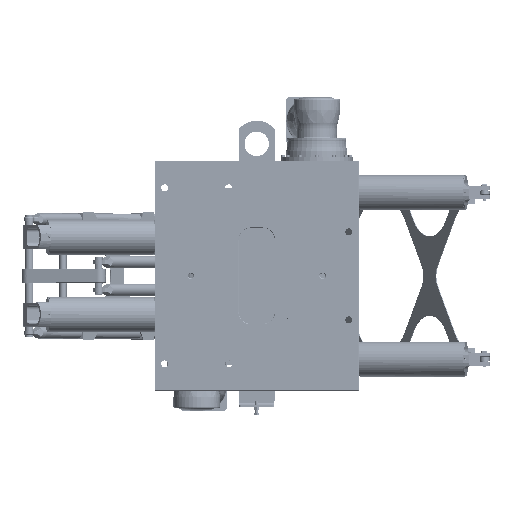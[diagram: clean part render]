
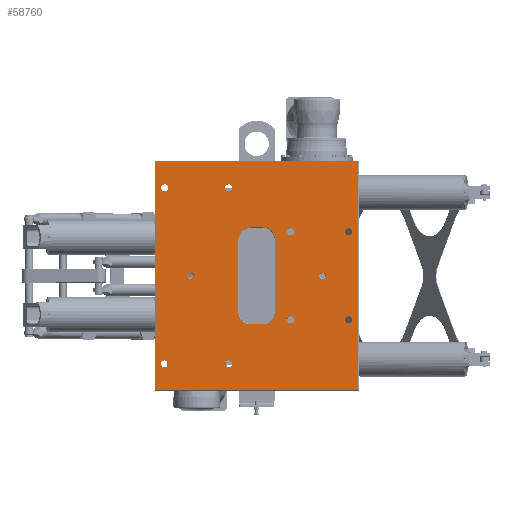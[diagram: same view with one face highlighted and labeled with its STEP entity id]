
A CAD part, top view. The second image highlights one B-rep face of the part: STEP entity #58760.
In plain terms, the highlighted planar face has unit normal (0, 0, 1).
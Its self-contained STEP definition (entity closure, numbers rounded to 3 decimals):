
#1406=FACE_BOUND('',#13508,.T.);
#1407=FACE_BOUND('',#13509,.T.);
#1408=FACE_BOUND('',#13510,.T.);
#1409=FACE_BOUND('',#13511,.T.);
#1410=FACE_BOUND('',#13512,.T.);
#1411=FACE_BOUND('',#13513,.T.);
#1412=FACE_BOUND('',#13514,.T.);
#1413=FACE_BOUND('',#13515,.T.);
#1414=FACE_BOUND('',#13516,.T.);
#1415=FACE_BOUND('',#13517,.T.);
#1416=FACE_BOUND('',#13518,.T.);
#6204=CIRCLE('',#63188,8.);
#6205=CIRCLE('',#63192,8.);
#6208=CIRCLE('',#63198,8.);
#6209=CIRCLE('',#63199,8.75);
#6210=CIRCLE('',#63200,8.75);
#6211=CIRCLE('',#63201,8.75);
#6212=CIRCLE('',#63202,8.75);
#6213=CIRCLE('',#63203,8.75);
#6214=CIRCLE('',#63204,8.75);
#6215=CIRCLE('',#63205,8.75);
#6216=CIRCLE('',#63206,8.75);
#6217=CIRCLE('',#63207,31.);
#6218=CIRCLE('',#63208,31.);
#6219=CIRCLE('',#63209,31.);
#6220=CIRCLE('',#63210,31.);
#9674=FACE_OUTER_BOUND('',#13507,.T.);
#13507=EDGE_LOOP('',(#43495,#43496,#43497,#43498));
#13508=EDGE_LOOP('',(#43499));
#13509=EDGE_LOOP('',(#43500));
#13510=EDGE_LOOP('',(#43501));
#13511=EDGE_LOOP('',(#43502));
#13512=EDGE_LOOP('',(#43503));
#13513=EDGE_LOOP('',(#43504));
#13514=EDGE_LOOP('',(#43505));
#13515=EDGE_LOOP('',(#43506));
#13516=EDGE_LOOP('',(#43507));
#13517=EDGE_LOOP('',(#43508,#43509,#43510,#43511,#43512,#43513,#43514,#43515));
#13518=EDGE_LOOP('',(#43516,#43517,#43518,#43519));
#18672=LINE('',#92807,#23287);
#18674=LINE('',#92812,#23289);
#18680=LINE('',#92830,#23295);
#18681=LINE('',#92832,#23296);
#18682=LINE('',#92834,#23297);
#18683=LINE('',#92835,#23298);
#18684=LINE('',#92856,#23299);
#18685=LINE('',#92860,#23300);
#18686=LINE('',#92864,#23301);
#18687=LINE('',#92868,#23302);
#23287=VECTOR('',#71530,10.);
#23289=VECTOR('',#71534,10.);
#23295=VECTOR('',#71554,10.);
#23296=VECTOR('',#71555,10.);
#23297=VECTOR('',#71556,10.);
#23298=VECTOR('',#71557,10.);
#23299=VECTOR('',#71576,10.);
#23300=VECTOR('',#71579,10.);
#23301=VECTOR('',#71582,10.);
#23302=VECTOR('',#71585,10.);
#27867=VERTEX_POINT('',#92794);
#27870=VERTEX_POINT('',#92799);
#27871=VERTEX_POINT('',#92803);
#27874=VERTEX_POINT('',#92810);
#27878=VERTEX_POINT('',#92828);
#27879=VERTEX_POINT('',#92829);
#27880=VERTEX_POINT('',#92831);
#27881=VERTEX_POINT('',#92833);
#27882=VERTEX_POINT('',#92836);
#27883=VERTEX_POINT('',#92838);
#27884=VERTEX_POINT('',#92840);
#27885=VERTEX_POINT('',#92842);
#27886=VERTEX_POINT('',#92844);
#27887=VERTEX_POINT('',#92846);
#27888=VERTEX_POINT('',#92848);
#27889=VERTEX_POINT('',#92850);
#27890=VERTEX_POINT('',#92852);
#27891=VERTEX_POINT('',#92854);
#27892=VERTEX_POINT('',#92855);
#27893=VERTEX_POINT('',#92857);
#27894=VERTEX_POINT('',#92859);
#27895=VERTEX_POINT('',#92861);
#27896=VERTEX_POINT('',#92863);
#27897=VERTEX_POINT('',#92865);
#27898=VERTEX_POINT('',#92867);
#33767=EDGE_CURVE('',#27870,#27867,#6204,.T.);
#33770=EDGE_CURVE('',#27867,#27871,#18672,.T.);
#33772=EDGE_CURVE('',#27874,#27870,#18674,.T.);
#33774=EDGE_CURVE('',#27871,#27874,#6205,.T.);
#33781=EDGE_CURVE('',#27878,#27879,#18680,.T.);
#33782=EDGE_CURVE('',#27880,#27878,#18681,.T.);
#33783=EDGE_CURVE('',#27881,#27880,#18682,.T.);
#33784=EDGE_CURVE('',#27879,#27881,#18683,.T.);
#33785=EDGE_CURVE('',#27882,#27882,#6208,.T.);
#33786=EDGE_CURVE('',#27883,#27883,#6209,.T.);
#33787=EDGE_CURVE('',#27884,#27884,#6210,.T.);
#33788=EDGE_CURVE('',#27885,#27885,#6211,.T.);
#33789=EDGE_CURVE('',#27886,#27886,#6212,.T.);
#33790=EDGE_CURVE('',#27887,#27887,#6213,.T.);
#33791=EDGE_CURVE('',#27888,#27888,#6214,.T.);
#33792=EDGE_CURVE('',#27889,#27889,#6215,.T.);
#33793=EDGE_CURVE('',#27890,#27890,#6216,.T.);
#33794=EDGE_CURVE('',#27891,#27892,#18684,.T.);
#33795=EDGE_CURVE('',#27893,#27891,#6217,.T.);
#33796=EDGE_CURVE('',#27894,#27893,#18685,.T.);
#33797=EDGE_CURVE('',#27895,#27894,#6218,.T.);
#33798=EDGE_CURVE('',#27896,#27895,#18686,.T.);
#33799=EDGE_CURVE('',#27897,#27896,#6219,.T.);
#33800=EDGE_CURVE('',#27898,#27897,#18687,.T.);
#33801=EDGE_CURVE('',#27892,#27898,#6220,.T.);
#43495=ORIENTED_EDGE('',*,*,#33781,.F.);
#43496=ORIENTED_EDGE('',*,*,#33782,.F.);
#43497=ORIENTED_EDGE('',*,*,#33783,.F.);
#43498=ORIENTED_EDGE('',*,*,#33784,.F.);
#43499=ORIENTED_EDGE('',*,*,#33785,.F.);
#43500=ORIENTED_EDGE('',*,*,#33786,.T.);
#43501=ORIENTED_EDGE('',*,*,#33787,.T.);
#43502=ORIENTED_EDGE('',*,*,#33788,.T.);
#43503=ORIENTED_EDGE('',*,*,#33789,.T.);
#43504=ORIENTED_EDGE('',*,*,#33790,.T.);
#43505=ORIENTED_EDGE('',*,*,#33791,.T.);
#43506=ORIENTED_EDGE('',*,*,#33792,.T.);
#43507=ORIENTED_EDGE('',*,*,#33793,.T.);
#43508=ORIENTED_EDGE('',*,*,#33794,.F.);
#43509=ORIENTED_EDGE('',*,*,#33795,.F.);
#43510=ORIENTED_EDGE('',*,*,#33796,.F.);
#43511=ORIENTED_EDGE('',*,*,#33797,.F.);
#43512=ORIENTED_EDGE('',*,*,#33798,.F.);
#43513=ORIENTED_EDGE('',*,*,#33799,.F.);
#43514=ORIENTED_EDGE('',*,*,#33800,.F.);
#43515=ORIENTED_EDGE('',*,*,#33801,.F.);
#43516=ORIENTED_EDGE('',*,*,#33767,.F.);
#43517=ORIENTED_EDGE('',*,*,#33772,.F.);
#43518=ORIENTED_EDGE('',*,*,#33774,.F.);
#43519=ORIENTED_EDGE('',*,*,#33770,.F.);
#56551=PLANE('',#63197);
#58760=ADVANCED_FACE('',(#9674,#1406,#1407,#1408,#1409,#1410,#1411,#1412,
#1413,#1414,#1415,#1416),#56551,.T.);
#63188=AXIS2_PLACEMENT_3D('',#92801,#71524,#71525);
#63192=AXIS2_PLACEMENT_3D('',#92815,#71538,#71539);
#63197=AXIS2_PLACEMENT_3D('',#92827,#71552,#71553);
#63198=AXIS2_PLACEMENT_3D('',#92837,#71558,#71559);
#63199=AXIS2_PLACEMENT_3D('',#92839,#71560,#71561);
#63200=AXIS2_PLACEMENT_3D('',#92841,#71562,#71563);
#63201=AXIS2_PLACEMENT_3D('',#92843,#71564,#71565);
#63202=AXIS2_PLACEMENT_3D('',#92845,#71566,#71567);
#63203=AXIS2_PLACEMENT_3D('',#92847,#71568,#71569);
#63204=AXIS2_PLACEMENT_3D('',#92849,#71570,#71571);
#63205=AXIS2_PLACEMENT_3D('',#92851,#71572,#71573);
#63206=AXIS2_PLACEMENT_3D('',#92853,#71574,#71575);
#63207=AXIS2_PLACEMENT_3D('',#92858,#71577,#71578);
#63208=AXIS2_PLACEMENT_3D('',#92862,#71580,#71581);
#63209=AXIS2_PLACEMENT_3D('',#92866,#71583,#71584);
#63210=AXIS2_PLACEMENT_3D('',#92869,#71586,#71587);
#71524=DIRECTION('center_axis',(0.,0.,1.));
#71525=DIRECTION('ref_axis',(1.,0.,0.));
#71530=DIRECTION('',(0.,1.,0.));
#71534=DIRECTION('',(0.,-1.,0.));
#71538=DIRECTION('center_axis',(0.,0.,1.));
#71539=DIRECTION('ref_axis',(-1.,0.,0.));
#71552=DIRECTION('center_axis',(0.,0.,1.));
#71553=DIRECTION('ref_axis',(1.,0.,0.));
#71554=DIRECTION('',(-1.,0.,0.));
#71555=DIRECTION('',(0.,-1.,0.));
#71556=DIRECTION('',(1.,0.,0.));
#71557=DIRECTION('',(0.,1.,0.));
#71558=DIRECTION('center_axis',(0.,0.,1.));
#71559=DIRECTION('ref_axis',(-1.,0.,0.));
#71560=DIRECTION('center_axis',(0.,0.,-1.));
#71561=DIRECTION('ref_axis',(1.,0.,0.));
#71562=DIRECTION('center_axis',(0.,0.,-1.));
#71563=DIRECTION('ref_axis',(1.,0.,0.));
#71564=DIRECTION('center_axis',(0.,0.,-1.));
#71565=DIRECTION('ref_axis',(1.,0.,0.));
#71566=DIRECTION('center_axis',(0.,0.,-1.));
#71567=DIRECTION('ref_axis',(1.,0.,0.));
#71568=DIRECTION('center_axis',(0.,0.,-1.));
#71569=DIRECTION('ref_axis',(1.,0.,0.));
#71570=DIRECTION('center_axis',(0.,0.,-1.));
#71571=DIRECTION('ref_axis',(1.,0.,0.));
#71572=DIRECTION('center_axis',(0.,0.,-1.));
#71573=DIRECTION('ref_axis',(1.,0.,0.));
#71574=DIRECTION('center_axis',(0.,0.,-1.));
#71575=DIRECTION('ref_axis',(1.,0.,0.));
#71576=DIRECTION('',(1.,0.,0.));
#71577=DIRECTION('center_axis',(0.,0.,1.));
#71578=DIRECTION('ref_axis',(-0.707,-0.707,0.));
#71579=DIRECTION('',(0.,-1.,0.));
#71580=DIRECTION('center_axis',(0.,0.,1.));
#71581=DIRECTION('ref_axis',(-0.707,0.707,0.));
#71582=DIRECTION('',(-1.,0.,0.));
#71583=DIRECTION('center_axis',(0.,0.,1.));
#71584=DIRECTION('ref_axis',(0.707,0.707,0.));
#71585=DIRECTION('',(0.,1.,0.));
#71586=DIRECTION('center_axis',(0.,0.,1.));
#71587=DIRECTION('ref_axis',(0.707,-0.707,0.));
#92794=CARTESIAN_POINT('',(8.,-166.,20.));
#92799=CARTESIAN_POINT('',(-8.,-166.,20.));
#92801=CARTESIAN_POINT('Origin',(0.,-166.,20.));
#92803=CARTESIAN_POINT('',(8.,-164.,20.));
#92807=CARTESIAN_POINT('',(8.,-158.,20.));
#92810=CARTESIAN_POINT('',(-8.,-164.,20.));
#92812=CARTESIAN_POINT('',(-8.,-157.,20.));
#92815=CARTESIAN_POINT('Origin',(0.,-164.,20.));
#92827=CARTESIAN_POINT('Origin',(277.25,-150.,20.));
#92828=CARTESIAN_POINT('',(286.,-254.,20.));
#92829=CARTESIAN_POINT('',(-286.,-254.,20.));
#92830=CARTESIAN_POINT('',(282.125,-254.,20.));
#92831=CARTESIAN_POINT('',(286.,254.,20.));
#92832=CARTESIAN_POINT('',(286.,-97.5,20.));
#92833=CARTESIAN_POINT('',(-286.,254.,20.));
#92834=CARTESIAN_POINT('',(88.625,254.,20.));
#92835=CARTESIAN_POINT('',(-286.,-202.5,20.));
#92836=CARTESIAN_POINT('',(8.,165.,20.));
#92837=CARTESIAN_POINT('Origin',(0.,165.,20.));
#92838=CARTESIAN_POINT('',(-101.25,-85.,20.));
#92839=CARTESIAN_POINT('Origin',(-110.,-85.,20.));
#92840=CARTESIAN_POINT('',(-101.25,-230.,20.));
#92841=CARTESIAN_POINT('Origin',(-110.,-230.,20.));
#92842=CARTESIAN_POINT('',(118.75,-85.,20.));
#92843=CARTESIAN_POINT('Origin',(110.,-85.,20.));
#92844=CARTESIAN_POINT('',(118.75,-230.,20.));
#92845=CARTESIAN_POINT('Origin',(110.,-230.,20.));
#92846=CARTESIAN_POINT('',(-211.25,230.,20.));
#92847=CARTESIAN_POINT('Origin',(-220.,230.,20.));
#92848=CARTESIAN_POINT('',(-211.25,70.,20.));
#92849=CARTESIAN_POINT('Origin',(-220.,70.,20.));
#92850=CARTESIAN_POINT('',(228.75,70.,20.));
#92851=CARTESIAN_POINT('Origin',(220.,70.,20.));
#92852=CARTESIAN_POINT('',(228.75,230.,20.));
#92853=CARTESIAN_POINT('Origin',(220.,230.,20.));
#92854=CARTESIAN_POINT('',(-90.,-46.,20.));
#92855=CARTESIAN_POINT('',(90.,-46.,20.));
#92856=CARTESIAN_POINT('',(138.625,-46.,20.));
#92857=CARTESIAN_POINT('',(-121.,-15.,20.));
#92858=CARTESIAN_POINT('Origin',(-90.,-15.,20.));
#92859=CARTESIAN_POINT('',(-121.,15.,20.));
#92860=CARTESIAN_POINT('',(-121.,-52.5,20.));
#92861=CARTESIAN_POINT('',(-90.,46.,20.));
#92862=CARTESIAN_POINT('Origin',(-90.,15.,20.));
#92863=CARTESIAN_POINT('',(90.,46.,20.));
#92864=CARTESIAN_POINT('',(198.625,46.,20.));
#92865=CARTESIAN_POINT('',(121.,15.,20.));
#92866=CARTESIAN_POINT('Origin',(90.,15.,20.));
#92867=CARTESIAN_POINT('',(121.,-15.,20.));
#92868=CARTESIAN_POINT('',(121.,-97.5,20.));
#92869=CARTESIAN_POINT('Origin',(90.,-15.,20.));
